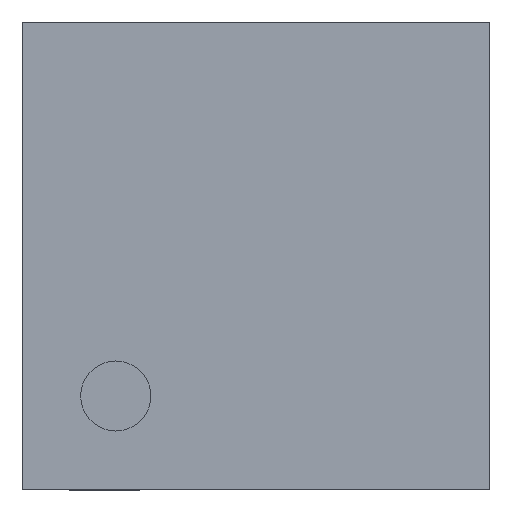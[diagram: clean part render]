
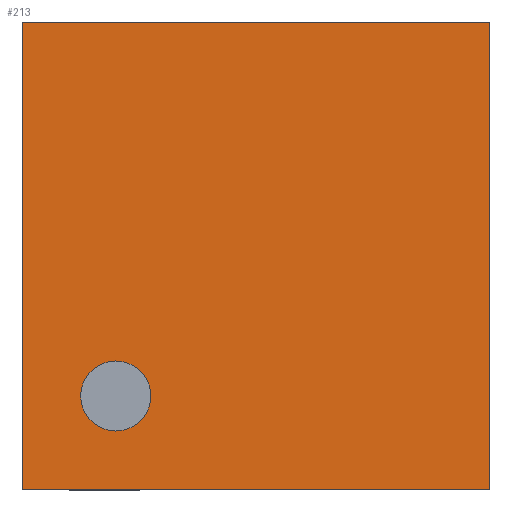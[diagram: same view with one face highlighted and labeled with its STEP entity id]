
A CAD part, top view. The second image highlights one B-rep face of the part: STEP entity #213.
In plain terms, the highlighted planar face has unit normal (0, 0, 1).
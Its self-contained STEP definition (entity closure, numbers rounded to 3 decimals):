
#38 = VERTEX_POINT ( 'NONE', #1047 ) ;
#47 = ORIENTED_EDGE ( 'NONE', *, *, #525, .T. ) ;
#56 = FACE_BOUND ( 'NONE', #418, .T. ) ;
#66 = DIRECTION ( 'NONE',  ( 1., 0., 0. ) ) ;
#151 = AXIS2_PLACEMENT_3D ( 'NONE', #1211, #270, #460 ) ;
#163 = DIRECTION ( 'NONE',  ( -1., 0., 0. ) ) ;
#213 = ADVANCED_FACE ( 'NONE', ( #56, #1316 ), #1670, .T. ) ;
#228 = DIRECTION ( 'NONE',  ( 0., 0., 1. ) ) ;
#254 = LINE ( 'NONE', #304, #1447 ) ;
#270 = DIRECTION ( 'NONE',  ( 0., 0., 1. ) ) ;
#304 = CARTESIAN_POINT ( 'NONE',  ( -1., -1., 0.75 ) ) ;
#310 = EDGE_CURVE ( 'NONE', #346, #38, #350, .T. ) ;
#323 = CARTESIAN_POINT ( 'NONE',  ( 1., -1., 0.75 ) ) ;
#346 = VERTEX_POINT ( 'NONE', #323 ) ;
#350 = LINE ( 'NONE', #1279, #1219 ) ;
#418 = EDGE_LOOP ( 'NONE', ( #1949, #1249 ) ) ;
#448 = VERTEX_POINT ( 'NONE', #581 ) ;
#460 = DIRECTION ( 'NONE',  ( 1., 0., 0. ) ) ;
#491 = EDGE_CURVE ( 'NONE', #674, #1824, #1880, .T. ) ;
#496 = VERTEX_POINT ( 'NONE', #1364 ) ;
#525 = EDGE_CURVE ( 'NONE', #448, #346, #254, .T. ) ;
#581 = CARTESIAN_POINT ( 'NONE',  ( -1., -1., 0.75 ) ) ;
#674 = VERTEX_POINT ( 'NONE', #1488 ) ;
#678 = CARTESIAN_POINT ( 'NONE',  ( -1., 1., 0.75 ) ) ;
#692 = LINE ( 'NONE', #678, #2359 ) ;
#724 = CARTESIAN_POINT ( 'NONE',  ( -1., 1., 0.75 ) ) ;
#804 = CARTESIAN_POINT ( 'NONE',  ( -1., -1., 0.75 ) ) ;
#821 = DIRECTION ( 'NONE',  ( 1., 0., 0. ) ) ;
#964 = ORIENTED_EDGE ( 'NONE', *, *, #1237, .T. ) ;
#1047 = CARTESIAN_POINT ( 'NONE',  ( 1., 1., 0.75 ) ) ;
#1125 = CARTESIAN_POINT ( 'NONE',  ( -0.6, -0.6, 0.75 ) ) ;
#1211 = CARTESIAN_POINT ( 'NONE',  ( -0.6, -0.6, 0.75 ) ) ;
#1219 = VECTOR ( 'NONE', #1650, 1000. ) ;
#1237 = EDGE_CURVE ( 'NONE', #496, #448, #2344, .T. ) ;
#1249 = ORIENTED_EDGE ( 'NONE', *, *, #491, .F. ) ;
#1250 = CIRCLE ( 'NONE', #2216, 0.15 ) ;
#1279 = CARTESIAN_POINT ( 'NONE',  ( 1., 1., 0.75 ) ) ;
#1316 = FACE_OUTER_BOUND ( 'NONE', #1437, .T. ) ;
#1327 = EDGE_CURVE ( 'NONE', #1824, #674, #1250, .T. ) ;
#1364 = CARTESIAN_POINT ( 'NONE',  ( -1., 1., 0.75 ) ) ;
#1365 = AXIS2_PLACEMENT_3D ( 'NONE', #804, #228, #1698 ) ;
#1437 = EDGE_LOOP ( 'NONE', ( #964, #47, #1725, #1979 ) ) ;
#1443 = DIRECTION ( 'NONE',  ( 0., -1., 0. ) ) ;
#1447 = VECTOR ( 'NONE', #821, 1000. ) ;
#1488 = CARTESIAN_POINT ( 'NONE',  ( -0.75, -0.6, 0.75 ) ) ;
#1644 = CARTESIAN_POINT ( 'NONE',  ( -0.45, -0.6, 0.75 ) ) ;
#1650 = DIRECTION ( 'NONE',  ( 0., 1., 0. ) ) ;
#1670 = PLANE ( 'NONE',  #1365 ) ;
#1698 = DIRECTION ( 'NONE',  ( 1., 0., 0. ) ) ;
#1725 = ORIENTED_EDGE ( 'NONE', *, *, #310, .T. ) ;
#1824 = VERTEX_POINT ( 'NONE', #1644 ) ;
#1869 = DIRECTION ( 'NONE',  ( 0., 0., 1. ) ) ;
#1880 = CIRCLE ( 'NONE', #151, 0.15 ) ;
#1949 = ORIENTED_EDGE ( 'NONE', *, *, #1327, .F. ) ;
#1979 = ORIENTED_EDGE ( 'NONE', *, *, #2209, .T. ) ;
#2019 = VECTOR ( 'NONE', #1443, 1000. ) ;
#2209 = EDGE_CURVE ( 'NONE', #38, #496, #692, .T. ) ;
#2216 = AXIS2_PLACEMENT_3D ( 'NONE', #1125, #1869, #66 ) ;
#2344 = LINE ( 'NONE', #724, #2019 ) ;
#2359 = VECTOR ( 'NONE', #163, 1000. ) ;
